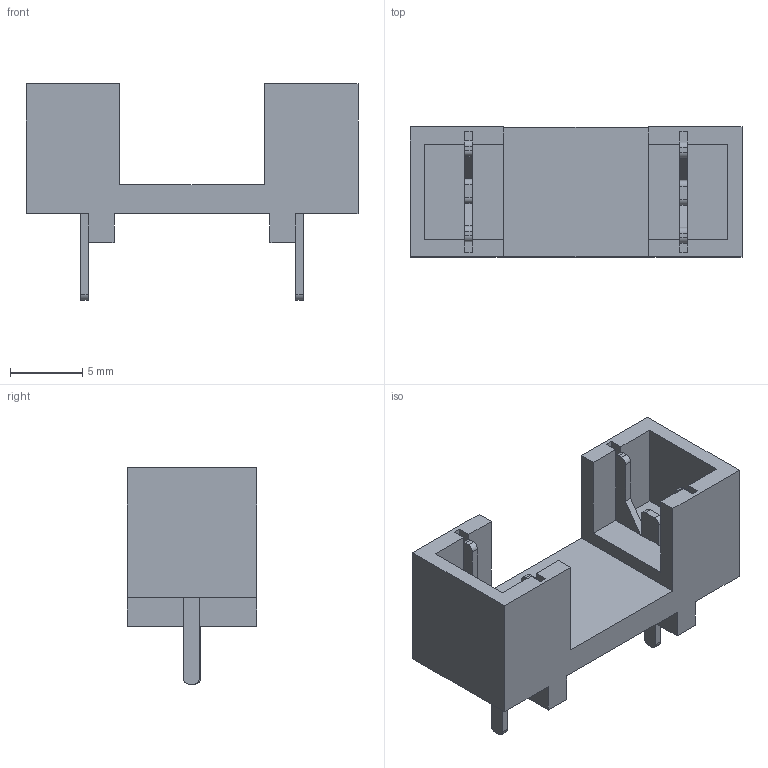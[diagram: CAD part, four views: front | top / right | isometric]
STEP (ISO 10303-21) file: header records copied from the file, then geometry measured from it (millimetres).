
FILE_DESCRIPTION(('FreeCAD Model'),'2;1');
FILE_NAME('KLS_FH5_1098.step','2020-11-01T17:29:11',('Author'),( ''),'Open CASCADE STEP processor 7.3','FreeCAD','Unknown');
FILE_SCHEMA(('AUTOMOTIVE_DESIGN { 1 0 10303 214 1 1 1 1 }'));
Length unit declared in the file: millimetre
Products named in the file (3): FUSE_HOLDER_BODY_001; FUSE_HOLDER_PIN_001; FUSE_HOLDER_PIN_002
Bounding box: 23 x 9 x 15 mm (x, y, z)
Volume: 873.6 mm3; surface area: 1529.7 mm2
Topology: 3 solids, 3 shells, 108 faces, 306 edges, 200 vertices
Faces by surface type: plane 84, cylinder 24
Entity records: 8259 total; most frequent: CARTESIAN_POINT 1275, DIRECTION 1176, LINE 822, VECTOR 822, ORIENTED_EDGE 612, PCURVE 612, DEFINITIONAL_REPRESENTATION 612, EDGE_CURVE 306
